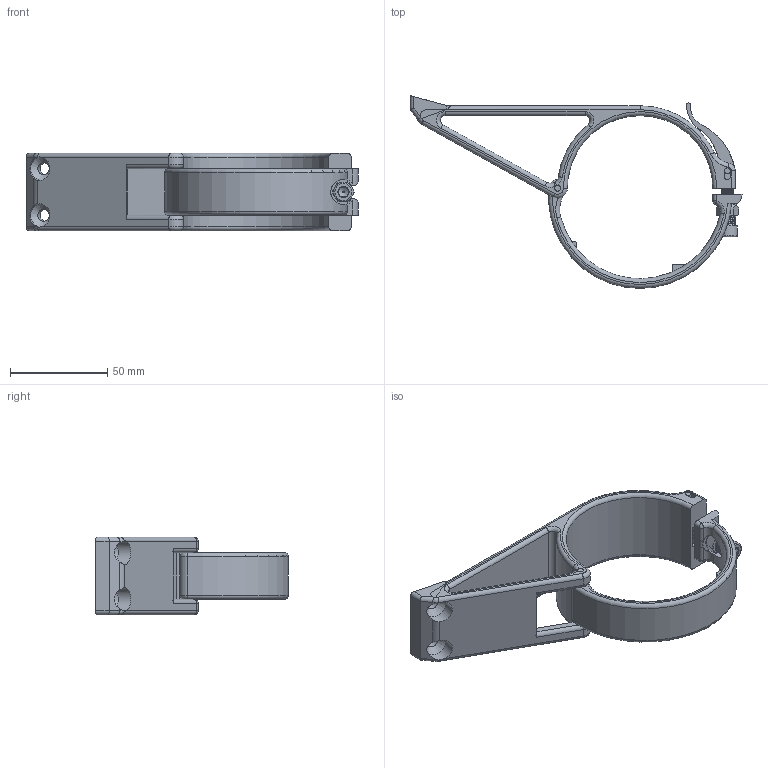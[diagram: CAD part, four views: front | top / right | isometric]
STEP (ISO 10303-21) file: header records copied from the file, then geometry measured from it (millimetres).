
FILE_DESCRIPTION(('FreeCAD Model'),'2;1');
FILE_NAME('Open CASCADE Shape Model','2024-04-02T11:37:42',(''),(''), 'Open CASCADE STEP processor 7.6','FreeCAD','Unknown');
FILE_SCHEMA(('AUTOMOTIVE_DESIGN { 1 0 10303 214 1 1 1 1 }'));
Length unit declared in the file: millimetre
Products named in the file (12): ring; axle; quick-release; pedal; lock; pad_lock; axle_lock; M6x25-Screw; M6-Nut; Sweep; fusion; bot001
Assembly tree (11 placements, depth 4):
  ring
    axle
    quick-release
      pedal
      lock
        pad_lock
        axle_lock
        M6x25-Screw
        M6-Nut
        Sweep
    fusion
    bot001
Bounding box: 170.97 x 99.28 x 40 mm (x, y, z)
Volume: 83409.7 mm3; surface area: 42209.5 mm2
Topology: 9 solids, 9 shells, 406 faces, 967 edges, 574 vertices
Faces by surface type: bspline 132, cylinder 126, plane 93, torus 36, cone 17, revolution 2
Full cylindrical faces by diameter (mm): 3 x8, 4.917 x4, 5.026 x5, 6 x25, 10 x1, 12.1 x2
Entity records: 25642 total; most frequent: CARTESIAN_POINT 16990, ORIENTED_EDGE 1930, DIRECTION 1490, EDGE_CURVE 965, AXIS2_PLACEMENT_3D 595, VERTEX_POINT 574, FACE_BOUND 431, EDGE_LOOP 431
